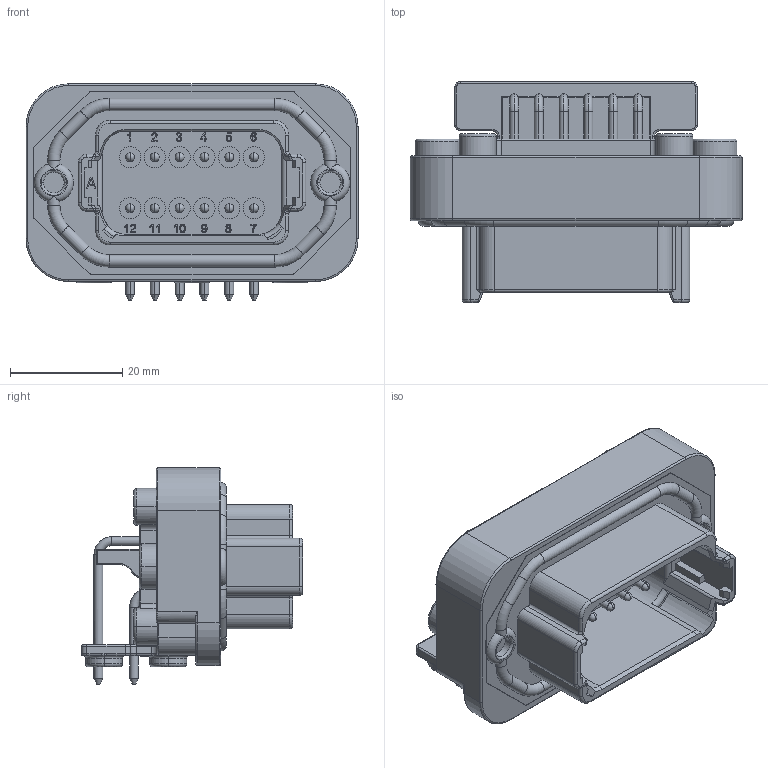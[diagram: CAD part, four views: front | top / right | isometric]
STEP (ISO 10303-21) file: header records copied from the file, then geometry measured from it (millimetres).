
FILE_DESCRIPTION((''),'2;1');
FILE_NAME('PL000637-12A-1','2018-08-07T',('Jony.xie'),(''),'PRO/ENGINEER BY PARAMETRIC TECHNOLOGY CORPORATION, 2013230','PRO/ENGINEER BY PARAMETRIC TECHNOLOGY CORPORATION, 2013230','');
FILE_SCHEMA(('CONFIG_CONTROL_DESIGN'));
Length unit declared in the file: millimetre
Products named in the file (1): PL000637-12A-1
Bounding box: 59.2 x 39.47 x 38.57 mm (x, y, z)
Volume: 27247 mm3; surface area: 13759.8 mm2
Topology: 1 solids, 1 shells, 1318 faces, 3466 edges, 2210 vertices
Faces by surface type: extrusion 434, plane 367, cylinder 303, torus 132, sphere 32, cone 30, bspline 20
Entity records: 43510 total; most frequent: CARTESIAN_POINT 12486, ORIENTED_EDGE 6884, DIRECTION 5380, EDGE_CURVE 3442, VERTEX_POINT 2210, VECTOR 2008, AXIS2_PLACEMENT_3D 1686, LINE 1574
